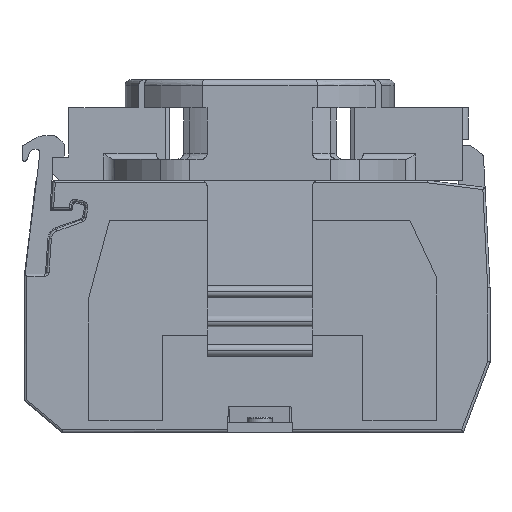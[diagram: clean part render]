
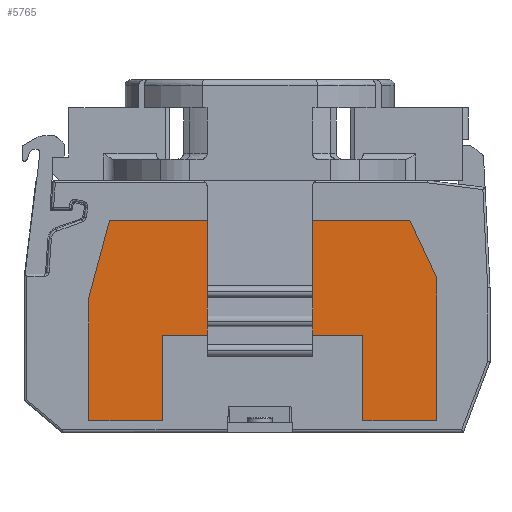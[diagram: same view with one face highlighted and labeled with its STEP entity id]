
A CAD part, front view. The second image highlights one B-rep face of the part: STEP entity #5765.
In plain terms, the highlighted planar face has unit normal (0, -1, 0).
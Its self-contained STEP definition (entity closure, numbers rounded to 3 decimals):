
#5765=ADVANCED_FACE('Solide.11 (  de JELE 61424 : issu de *SOL11 - wsp *MASTER -  ) ( Brep de *SOL11 )',(#11855),#11856,.T.);
#11855=FACE_OUTER_BOUND('',#20375,.T.);
#11856=PLANE('',#20376);
#20375=EDGE_LOOP('',(#37881,#37882,#37883,#37884,#37885,#37886,#37887,#37888,#37889,#37890));
#20376=AXIS2_PLACEMENT_3D('',#37891,#37892,#37893);
#37881=ORIENTED_EDGE('',*,*,#43884,.F.);
#37882=ORIENTED_EDGE('',*,*,#45741,.T.);
#37883=ORIENTED_EDGE('',*,*,#44430,.T.);
#37884=ORIENTED_EDGE('',*,*,#48073,.F.);
#37885=ORIENTED_EDGE('',*,*,#46032,.F.);
#37886=ORIENTED_EDGE('',*,*,#41676,.F.);
#37887=ORIENTED_EDGE('',*,*,#41398,.F.);
#37888=ORIENTED_EDGE('',*,*,#45279,.T.);
#37889=ORIENTED_EDGE('',*,*,#41784,.T.);
#37890=ORIENTED_EDGE('',*,*,#47955,.F.);
#37891=CARTESIAN_POINT('',(0.0,-8.0,0.));
#37892=DIRECTION('',(0.0,-1.0,0.0));
#37893=DIRECTION('',(0.0,0.0,1.0));
#41398=EDGE_CURVE('Solide.11 (  de JELE 61424 : issu de *SOL11 - wsp *MASTER -  ) ( Brep de *SOL11 )',#49344,#49339,#49346,.T.);
#41676=EDGE_CURVE('Solide.11 (  de JELE 61424 : issu de *SOL11 - wsp *MASTER -  ) ( Brep de *SOL11 )',#49339,#49819,#49823,.T.);
#41784=EDGE_CURVE('Solide.11 (  de JELE 61424 : issu de *SOL11 - wsp *MASTER -  ) ( Brep de *SOL11 )',#50014,#50012,#50015,.T.);
#43884=EDGE_CURVE('Solide.11 (  de JELE 61424 : issu de *SOL11 - wsp *MASTER -  ) ( Brep de *SOL11 )',#53495,#53490,#53497,.T.);
#44430=EDGE_CURVE('Solide.11 (  de JELE 61424 : issu de *SOL11 - wsp *MASTER -  ) ( Brep de *SOL11 )',#54371,#54369,#54372,.T.);
#45279=EDGE_CURVE('Solide.11 (  de JELE 61424 : issu de *SOL11 - wsp *MASTER -  ) ( Brep de *SOL11 )',#49344,#50014,#55619,.T.);
#45741=EDGE_CURVE('Solide.11 (  de JELE 61424 : issu de *SOL11 - wsp *MASTER -  ) ( Brep de *SOL11 )',#53495,#54371,#56279,.T.);
#46032=EDGE_CURVE('Solide.11 (  de JELE 61424 : issu de *SOL11 - wsp *MASTER -  ) ( Brep de *SOL11 )',#49819,#56693,#56697,.T.);
#47955=EDGE_CURVE('Solide.11 (  de JELE 61424 : issu de *SOL11 - wsp *MASTER -  ) ( Brep de *SOL11 )',#53490,#50012,#59103,.T.);
#48073=EDGE_CURVE('Solide.11 (  de JELE 61424 : issu de *SOL11 - wsp *MASTER -  ) ( Brep de *SOL11 )',#56693,#54369,#59229,.T.);
#49339=VERTEX_POINT('',#60988);
#49344=VERTEX_POINT('',#60995);
#49346=LINE('',#60998,#60999);
#49819=VERTEX_POINT('',#61800);
#49823=LINE('',#61806,#61807);
#50012=VERTEX_POINT('',#62094);
#50014=VERTEX_POINT('',#62097);
#50015=LINE('',#62098,#62099);
#53490=VERTEX_POINT('',#67984);
#53495=VERTEX_POINT('',#67991);
#53497=LINE('',#67994,#67995);
#54369=VERTEX_POINT('',#69408);
#54371=VERTEX_POINT('',#69411);
#54372=LINE('',#69412,#69413);
#55619=LINE('',#71522,#71523);
#56279=LINE('',#72723,#72724);
#56693=VERTEX_POINT('',#73433);
#56697=LINE('',#73439,#73440);
#59103=LINE('',#77768,#77769);
#59229=LINE('',#77978,#77979);
#60988=CARTESIAN_POINT('',(-12.825,-8.0,18.1));
#60995=CARTESIAN_POINT('',(-14.6,-8.0,11.477));
#60998=CARTESIAN_POINT('',(-13.713,-8.0,14.789));
#60999=VECTOR('',#79079,1.0);
#61800=CARTESIAN_POINT('',(12.805,-8.0,18.1));
#61806=CARTESIAN_POINT('',(-0.01,-8.0,18.1));
#61807=VECTOR('',#79318,1.0);
#62094=CARTESIAN_POINT('',(-8.3,-8.0,1.0));
#62097=CARTESIAN_POINT('',(-14.6,-8.0,1.));
#62098=CARTESIAN_POINT('',(-11.45,-8.0,1.0));
#62099=VECTOR('',#79405,1.0);
#67984=CARTESIAN_POINT('',(-8.3,-8.0,8.3));
#67991=CARTESIAN_POINT('',(8.8,-8.0,8.3));
#67994=CARTESIAN_POINT('',(0.25,-8.0,8.3));
#67995=VECTOR('',#81337,1.0);
#69408=CARTESIAN_POINT('',(15.1,-8.0,1.0));
#69411=CARTESIAN_POINT('',(8.8,-8.0,1.0));
#69412=CARTESIAN_POINT('',(11.95,-8.0,1.0));
#69413=VECTOR('',#81914,1.0);
#71522=CARTESIAN_POINT('',(-14.6,-8.0,6.239));
#71523=VECTOR('',#82644,1.0);
#72723=CARTESIAN_POINT('',(8.8,-8.0,4.65));
#72724=VECTOR('',#83039,1.0);
#73433=CARTESIAN_POINT('',(15.1,-8.0,13.179));
#73439=CARTESIAN_POINT('',(13.953,-8.0,15.639));
#73440=VECTOR('',#83276,1.0);
#77768=CARTESIAN_POINT('',(-8.3,-8.0,4.65));
#77769=VECTOR('',#84663,1.0);
#77978=CARTESIAN_POINT('',(15.1,-8.0,7.089));
#77979=VECTOR('',#84714,1.0);
#79079=DIRECTION('',(0.259,0.0,0.966));
#79318=DIRECTION('',(1.0,0.0,0.0));
#79405=DIRECTION('',(1.0,0.0,0.0));
#81337=DIRECTION('',(-1.0,0.0,0.0));
#81914=DIRECTION('',(1.0,0.0,0.0));
#82644=DIRECTION('',(0.,0.0,-1.0));
#83039=DIRECTION('',(0.0,0.0,-1.0));
#83276=DIRECTION('',(0.423,0.0,-0.906));
#84663=DIRECTION('',(0.0,0.0,-1.0));
#84714=DIRECTION('',(0.0,0.0,-1.0));
